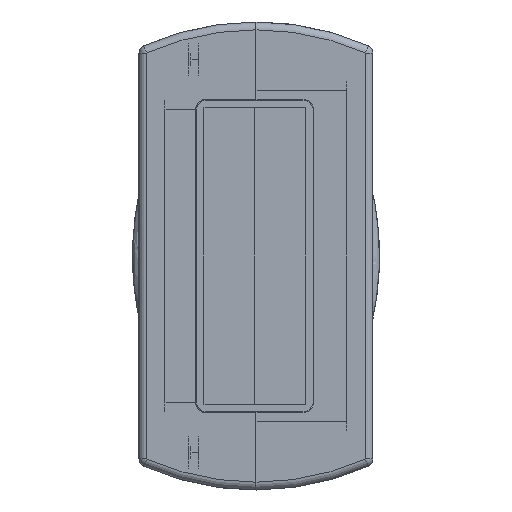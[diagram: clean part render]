
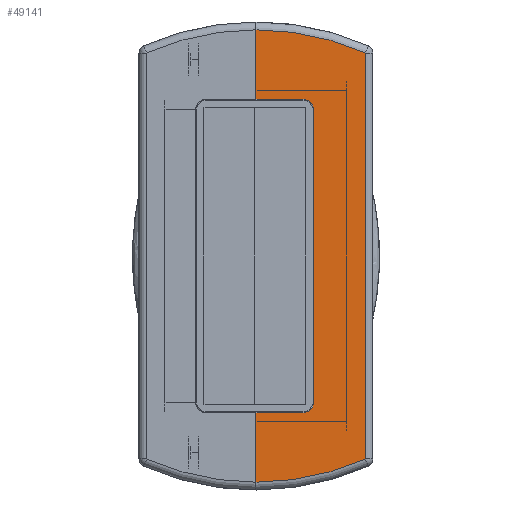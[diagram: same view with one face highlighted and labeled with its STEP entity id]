
A CAD part, left-side view. The second image highlights one B-rep face of the part: STEP entity #49141.
In plain terms, the highlighted face is planar.
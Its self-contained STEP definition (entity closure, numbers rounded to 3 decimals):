
#1987 = ORIENTED_EDGE ( 'NONE', *, *, #19658, .F. ) ;
#2827 = EDGE_CURVE ( 'NONE', #105852, #116411, #154954, .T. ) ;
#2841 = ORIENTED_EDGE ( 'NONE', *, *, #200643, .T. ) ;
#5438 = DIRECTION ( 'NONE',  ( -1., 0., 0. ) ) ;
#6765 = CARTESIAN_POINT ( 'NONE',  ( -6.025, 0., -14.7 ) ) ;
#10198 = ORIENTED_EDGE ( 'NONE', *, *, #2827, .T. ) ;
#17892 = ORIENTED_EDGE ( 'NONE', *, *, #177277, .T. ) ;
#19374 = EDGE_CURVE ( 'NONE', #61984, #107716, #190613, .T. ) ;
#19658 = EDGE_CURVE ( 'NONE', #107716, #147935, #191189, .T. ) ;
#20680 = VECTOR ( 'NONE', #172657, 1000. ) ;
#21587 = VERTEX_POINT ( 'NONE', #177704 ) ;
#21640 = DIRECTION ( 'NONE',  ( -1., 0., 0. ) ) ;
#25271 = AXIS2_PLACEMENT_3D ( 'NONE', #194160, #160483, #68579 ) ;
#25460 = LINE ( 'NONE', #136761, #167968 ) ;
#28468 = CIRCLE ( 'NONE', #25271, 0.425 ) ;
#28595 = DIRECTION ( 'NONE',  ( 0., 0., -1. ) ) ;
#30715 = AXIS2_PLACEMENT_3D ( 'NONE', #86253, #41245, #116870 ) ;
#40353 = CARTESIAN_POINT ( 'NONE',  ( -6.025, -1.8, -14.7 ) ) ;
#41245 = DIRECTION ( 'NONE',  ( 0., 0., -1. ) ) ;
#44913 = ORIENTED_EDGE ( 'NONE', *, *, #145299, .T. ) ;
#49141 = ADVANCED_FACE ( 'NONE', ( #180787 ), #169486, .F. ) ;
#51292 = CARTESIAN_POINT ( 'NONE',  ( 5.6, -2.225, -14.7 ) ) ;
#53640 = CARTESIAN_POINT ( 'NONE',  ( -8.7, 0., -14.7 ) ) ;
#56137 = DIRECTION ( 'NONE',  ( 1., 0., 0. ) ) ;
#57178 = AXIS2_PLACEMENT_3D ( 'NONE', #174911, #66672, #113618 ) ;
#59189 = DIRECTION ( 'NONE',  ( 1., 0., 0. ) ) ;
#60225 = EDGE_LOOP ( 'NONE', ( #116981, #175864, #2841, #17892, #10198, #44913, #103015, #91936, #112761, #1987 ) ) ;
#60278 = DIRECTION ( 'NONE',  ( 1., 0., 0. ) ) ;
#61984 = VERTEX_POINT ( 'NONE', #170932 ) ;
#66672 = DIRECTION ( 'NONE',  ( 0., 0., -1. ) ) ;
#68105 = LINE ( 'NONE', #6765, #175141 ) ;
#68579 = DIRECTION ( 'NONE',  ( 0., -1., 0. ) ) ;
#68731 = VECTOR ( 'NONE', #79196, 1000. ) ;
#69118 = DIRECTION ( 'NONE',  ( 0., -1., 0. ) ) ;
#74179 = CARTESIAN_POINT ( 'NONE',  ( -5.6, -2.225, -14.7 ) ) ;
#75733 = CARTESIAN_POINT ( 'NONE',  ( 8.7, 0., -14.7 ) ) ;
#79196 = DIRECTION ( 'NONE',  ( 1., 0., 0. ) ) ;
#79645 = VERTEX_POINT ( 'NONE', #53640 ) ;
#86253 = CARTESIAN_POINT ( 'NONE',  ( 5.6, -1.8, -14.7 ) ) ;
#88160 = EDGE_CURVE ( 'NONE', #79645, #109348, #174158, .T. ) ;
#91936 = ORIENTED_EDGE ( 'NONE', *, *, #121139, .T. ) ;
#94640 = CARTESIAN_POINT ( 'NONE',  ( 7.807, -4.2, -14.7 ) ) ;
#103015 = ORIENTED_EDGE ( 'NONE', *, *, #88160, .T. ) ;
#105852 = VERTEX_POINT ( 'NONE', #108292 ) ;
#107716 = VERTEX_POINT ( 'NONE', #145001 ) ;
#107846 = CARTESIAN_POINT ( 'NONE',  ( -8.7, 0., -14.7 ) ) ;
#108292 = CARTESIAN_POINT ( 'NONE',  ( 7.807, -4.2, -14.7 ) ) ;
#108433 = AXIS2_PLACEMENT_3D ( 'NONE', #184775, #121491, #59189 ) ;
#109348 = VERTEX_POINT ( 'NONE', #176356 ) ;
#112761 = ORIENTED_EDGE ( 'NONE', *, *, #122005, .F. ) ;
#113618 = DIRECTION ( 'NONE',  ( -0.914, -0.407, 0. ) ) ;
#116411 = VERTEX_POINT ( 'NONE', #191856 ) ;
#116870 = DIRECTION ( 'NONE',  ( 1., 0., 0. ) ) ;
#116981 = ORIENTED_EDGE ( 'NONE', *, *, #19374, .F. ) ;
#121139 = EDGE_CURVE ( 'NONE', #109348, #150685, #68105, .T. ) ;
#121491 = DIRECTION ( 'NONE',  ( 0., 0., 1. ) ) ;
#121555 = CARTESIAN_POINT ( 'NONE',  ( -1.625, 0., -14.7 ) ) ;
#122005 = EDGE_CURVE ( 'NONE', #147935, #150685, #28468, .T. ) ;
#125692 = LINE ( 'NONE', #187961, #20680 ) ;
#128331 = CIRCLE ( 'NONE', #173963, 10.325 ) ;
#133952 = VECTOR ( 'NONE', #5438, 1000. ) ;
#135460 = CIRCLE ( 'NONE', #57178, 10.325 ) ;
#136761 = CARTESIAN_POINT ( 'NONE',  ( 6.025, 0., -14.7 ) ) ;
#145001 = CARTESIAN_POINT ( 'NONE',  ( 5.6, -2.225, -14.7 ) ) ;
#145299 = EDGE_CURVE ( 'NONE', #116411, #79645, #135460, .T. ) ;
#147935 = VERTEX_POINT ( 'NONE', #74179 ) ;
#150685 = VERTEX_POINT ( 'NONE', #40353 ) ;
#154954 = LINE ( 'NONE', #94640, #133952 ) ;
#156670 = VERTEX_POINT ( 'NONE', #75733 ) ;
#160483 = DIRECTION ( 'NONE',  ( 0., 0., -1. ) ) ;
#167968 = VECTOR ( 'NONE', #56137, 1000. ) ;
#169486 = PLANE ( 'NONE',  #108433 ) ;
#170932 = CARTESIAN_POINT ( 'NONE',  ( 6.025, -1.8, -14.7 ) ) ;
#172657 = DIRECTION ( 'NONE',  ( 0., -1., 0. ) ) ;
#173963 = AXIS2_PLACEMENT_3D ( 'NONE', #121555, #28595, #60278 ) ;
#174158 = LINE ( 'NONE', #107846, #68731 ) ;
#174453 = VECTOR ( 'NONE', #21640, 1000. ) ;
#174911 = CARTESIAN_POINT ( 'NONE',  ( 1.625, 0., -14.7 ) ) ;
#175141 = VECTOR ( 'NONE', #69118, 1000. ) ;
#175864 = ORIENTED_EDGE ( 'NONE', *, *, #198321, .F. ) ;
#176356 = CARTESIAN_POINT ( 'NONE',  ( -6.025, 0., -14.7 ) ) ;
#177277 = EDGE_CURVE ( 'NONE', #156670, #105852, #128331, .T. ) ;
#177704 = CARTESIAN_POINT ( 'NONE',  ( 6.025, 0., -14.7 ) ) ;
#180787 = FACE_OUTER_BOUND ( 'NONE', #60225, .T. ) ;
#184775 = CARTESIAN_POINT ( 'NONE',  ( 0., 0., -14.7 ) ) ;
#187961 = CARTESIAN_POINT ( 'NONE',  ( 6.025, 0., -14.7 ) ) ;
#190613 = CIRCLE ( 'NONE', #30715, 0.425 ) ;
#191189 = LINE ( 'NONE', #51292, #174453 ) ;
#191856 = CARTESIAN_POINT ( 'NONE',  ( -7.807, -4.2, -14.7 ) ) ;
#194160 = CARTESIAN_POINT ( 'NONE',  ( -5.6, -1.8, -14.7 ) ) ;
#198321 = EDGE_CURVE ( 'NONE', #21587, #61984, #125692, .T. ) ;
#200643 = EDGE_CURVE ( 'NONE', #21587, #156670, #25460, .T. ) ;
